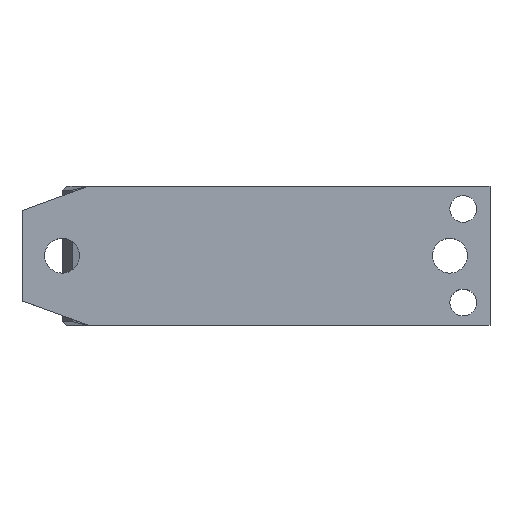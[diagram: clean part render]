
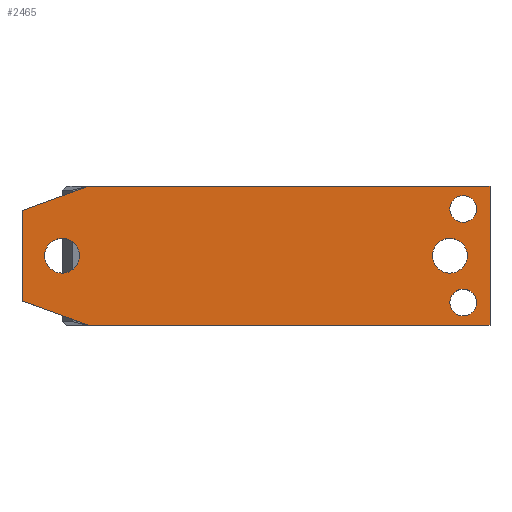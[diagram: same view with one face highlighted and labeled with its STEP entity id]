
A CAD part, top view. The second image highlights one B-rep face of the part: STEP entity #2465.
In plain terms, the highlighted planar face has unit normal (0, 0, 1).
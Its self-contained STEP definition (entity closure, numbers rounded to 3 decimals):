
#231=CARTESIAN_POINT('Vertex',(-128.28,26.,63.31)) ;
#234=CARTESIAN_POINT('Line Origine',(-53.28,26.,63.31)) ;
#238=CARTESIAN_POINT('Vertex',(21.72,26.,63.31)) ;
#517=CARTESIAN_POINT('Vertex',(-128.28,-26.,63.31)) ;
#520=CARTESIAN_POINT('Line Origine',(-140.78,-21.45,63.31)) ;
#524=CARTESIAN_POINT('Vertex',(-153.28,-16.901,63.31)) ;
#682=CARTESIAN_POINT('Vertex',(21.72,-26.,63.31)) ;
#685=CARTESIAN_POINT('Line Origine',(-53.28,-26.,63.31)) ;
#784=CARTESIAN_POINT('Vertex',(-153.28,16.901,63.31)) ;
#787=CARTESIAN_POINT('Line Origine',(-140.78,21.45,63.31)) ;
#1413=CARTESIAN_POINT('Line Origine',(21.72,0.,63.31)) ;
#1552=CARTESIAN_POINT('Line Origine',(-153.28,0.,63.31)) ;
#2090=CARTESIAN_POINT('Vertex',(6.72,17.5,63.31)) ;
#2093=CARTESIAN_POINT('Axis2P3D Location',(11.72,17.5,63.31)) ;
#2097=CARTESIAN_POINT('Vertex',(16.72,17.5,63.31)) ;
#2122=CARTESIAN_POINT('Axis2P3D Location',(11.72,17.5,63.31)) ;
#2152=CARTESIAN_POINT('Vertex',(6.72,-17.5,63.31)) ;
#2155=CARTESIAN_POINT('Axis2P3D Location',(11.72,-17.5,63.31)) ;
#2159=CARTESIAN_POINT('Vertex',(16.72,-17.5,63.31)) ;
#2184=CARTESIAN_POINT('Axis2P3D Location',(11.72,-17.5,63.31)) ;
#2271=CARTESIAN_POINT('Vertex',(-144.78,0.,63.31)) ;
#2274=CARTESIAN_POINT('Axis2P3D Location',(-138.28,0.,63.31)) ;
#2278=CARTESIAN_POINT('Vertex',(-131.78,0.,63.31)) ;
#2298=CARTESIAN_POINT('Axis2P3D Location',(-138.28,0.,63.31)) ;
#2328=CARTESIAN_POINT('Vertex',(0.22,0.,63.31)) ;
#2331=CARTESIAN_POINT('Axis2P3D Location',(6.72,0.,63.31)) ;
#2335=CARTESIAN_POINT('Vertex',(13.22,0.,63.31)) ;
#2355=CARTESIAN_POINT('Axis2P3D Location',(6.72,0.,63.31)) ;
#2436=CARTESIAN_POINT('Axis2P3D Location',(-153.28,26.,63.31)) ;
#235=DIRECTION('Vector Direction',(1.,0.,0.)) ;
#521=DIRECTION('Vector Direction',(0.94,-0.342,0.)) ;
#686=DIRECTION('Vector Direction',(1.,0.,0.)) ;
#788=DIRECTION('Vector Direction',(0.94,0.342,0.)) ;
#1414=DIRECTION('Vector Direction',(0.,-1.,0.)) ;
#1553=DIRECTION('Vector Direction',(0.,-1.,0.)) ;
#2094=DIRECTION('Axis2P3D Direction',(-0.,0.,1.)) ;
#2123=DIRECTION('Axis2P3D Direction',(-0.,0.,1.)) ;
#2156=DIRECTION('Axis2P3D Direction',(-0.,0.,1.)) ;
#2185=DIRECTION('Axis2P3D Direction',(-0.,0.,1.)) ;
#2275=DIRECTION('Axis2P3D Direction',(0.,-0.,1.)) ;
#2299=DIRECTION('Axis2P3D Direction',(0.,-0.,1.)) ;
#2332=DIRECTION('Axis2P3D Direction',(0.,-0.,1.)) ;
#2356=DIRECTION('Axis2P3D Direction',(0.,-0.,1.)) ;
#2437=DIRECTION('Axis2P3D Direction',(0.,0.,-1.)) ;
#2438=DIRECTION('Axis2P3D XDirection',(-1.,0.,0.)) ;
#2095=AXIS2_PLACEMENT_3D('Circle Axis2P3D',#2093,#2094,$) ;
#2124=AXIS2_PLACEMENT_3D('Circle Axis2P3D',#2122,#2123,$) ;
#2157=AXIS2_PLACEMENT_3D('Circle Axis2P3D',#2155,#2156,$) ;
#2186=AXIS2_PLACEMENT_3D('Circle Axis2P3D',#2184,#2185,$) ;
#2276=AXIS2_PLACEMENT_3D('Circle Axis2P3D',#2274,#2275,$) ;
#2300=AXIS2_PLACEMENT_3D('Circle Axis2P3D',#2298,#2299,$) ;
#2333=AXIS2_PLACEMENT_3D('Circle Axis2P3D',#2331,#2332,$) ;
#2357=AXIS2_PLACEMENT_3D('Circle Axis2P3D',#2355,#2356,$) ;
#2439=AXIS2_PLACEMENT_3D('Plane Axis2P3D',#2436,#2437,#2438) ;
#2442=ORIENTED_EDGE('',*,*,#1556,.T.) ;
#2443=ORIENTED_EDGE('',*,*,#526,.T.) ;
#2444=ORIENTED_EDGE('',*,*,#689,.F.) ;
#2445=ORIENTED_EDGE('',*,*,#1417,.F.) ;
#2446=ORIENTED_EDGE('',*,*,#240,.T.) ;
#2447=ORIENTED_EDGE('',*,*,#791,.F.) ;
#2450=ORIENTED_EDGE('',*,*,#2302,.F.) ;
#2451=ORIENTED_EDGE('',*,*,#2280,.F.) ;
#2454=ORIENTED_EDGE('',*,*,#2099,.F.) ;
#2455=ORIENTED_EDGE('',*,*,#2126,.F.) ;
#2458=ORIENTED_EDGE('',*,*,#2188,.F.) ;
#2459=ORIENTED_EDGE('',*,*,#2161,.F.) ;
#2462=ORIENTED_EDGE('',*,*,#2337,.F.) ;
#2463=ORIENTED_EDGE('',*,*,#2359,.F.) ;
#2452=FACE_BOUND('',#2449,.T.) ;
#2456=FACE_BOUND('',#2453,.T.) ;
#2460=FACE_BOUND('',#2457,.T.) ;
#2464=FACE_BOUND('',#2461,.T.) ;
#236=VECTOR('Line Direction',#235,1.) ;
#522=VECTOR('Line Direction',#521,1.) ;
#687=VECTOR('Line Direction',#686,1.) ;
#789=VECTOR('Line Direction',#788,1.) ;
#1415=VECTOR('Line Direction',#1414,1.) ;
#1554=VECTOR('Line Direction',#1553,1.) ;
#2465=ADVANCED_FACE('CAM HOLDER',(#2448,#2452,#2456,#2460,#2464),#2440,.F.) ;
#2096=CIRCLE('generated circle',#2095,5.) ;
#2125=CIRCLE('generated circle',#2124,5.) ;
#2158=CIRCLE('generated circle',#2157,5.) ;
#2187=CIRCLE('generated circle',#2186,5.) ;
#2277=CIRCLE('generated circle',#2276,6.5) ;
#2301=CIRCLE('generated circle',#2300,6.5) ;
#2334=CIRCLE('generated circle',#2333,6.5) ;
#2358=CIRCLE('generated circle',#2357,6.5) ;
#240=EDGE_CURVE('',#239,#232,#237,.F.) ;
#526=EDGE_CURVE('',#525,#518,#523,.T.) ;
#689=EDGE_CURVE('',#683,#518,#688,.F.) ;
#791=EDGE_CURVE('',#785,#232,#790,.T.) ;
#1417=EDGE_CURVE('',#239,#683,#1416,.T.) ;
#1556=EDGE_CURVE('',#785,#525,#1555,.T.) ;
#2099=EDGE_CURVE('',#2091,#2098,#2096,.T.) ;
#2126=EDGE_CURVE('',#2098,#2091,#2125,.T.) ;
#2161=EDGE_CURVE('',#2153,#2160,#2158,.T.) ;
#2188=EDGE_CURVE('',#2160,#2153,#2187,.T.) ;
#2280=EDGE_CURVE('',#2272,#2279,#2277,.T.) ;
#2302=EDGE_CURVE('',#2279,#2272,#2301,.T.) ;
#2337=EDGE_CURVE('',#2329,#2336,#2334,.T.) ;
#2359=EDGE_CURVE('',#2336,#2329,#2358,.T.) ;
#2441=EDGE_LOOP('',(#2442,#2443,#2444,#2445,#2446,#2447)) ;
#2449=EDGE_LOOP('',(#2450,#2451)) ;
#2453=EDGE_LOOP('',(#2454,#2455)) ;
#2457=EDGE_LOOP('',(#2458,#2459)) ;
#2461=EDGE_LOOP('',(#2462,#2463)) ;
#2448=FACE_OUTER_BOUND('',#2441,.T.) ;
#237=LINE('Line',#234,#236) ;
#523=LINE('Line',#520,#522) ;
#688=LINE('Line',#685,#687) ;
#790=LINE('Line',#787,#789) ;
#1416=LINE('Line',#1413,#1415) ;
#1555=LINE('Line',#1552,#1554) ;
#2440=PLANE('Plane',#2439) ;
#232=VERTEX_POINT('',#231) ;
#239=VERTEX_POINT('',#238) ;
#518=VERTEX_POINT('',#517) ;
#525=VERTEX_POINT('',#524) ;
#683=VERTEX_POINT('',#682) ;
#785=VERTEX_POINT('',#784) ;
#2091=VERTEX_POINT('',#2090) ;
#2098=VERTEX_POINT('',#2097) ;
#2153=VERTEX_POINT('',#2152) ;
#2160=VERTEX_POINT('',#2159) ;
#2272=VERTEX_POINT('',#2271) ;
#2279=VERTEX_POINT('',#2278) ;
#2329=VERTEX_POINT('',#2328) ;
#2336=VERTEX_POINT('',#2335) ;
